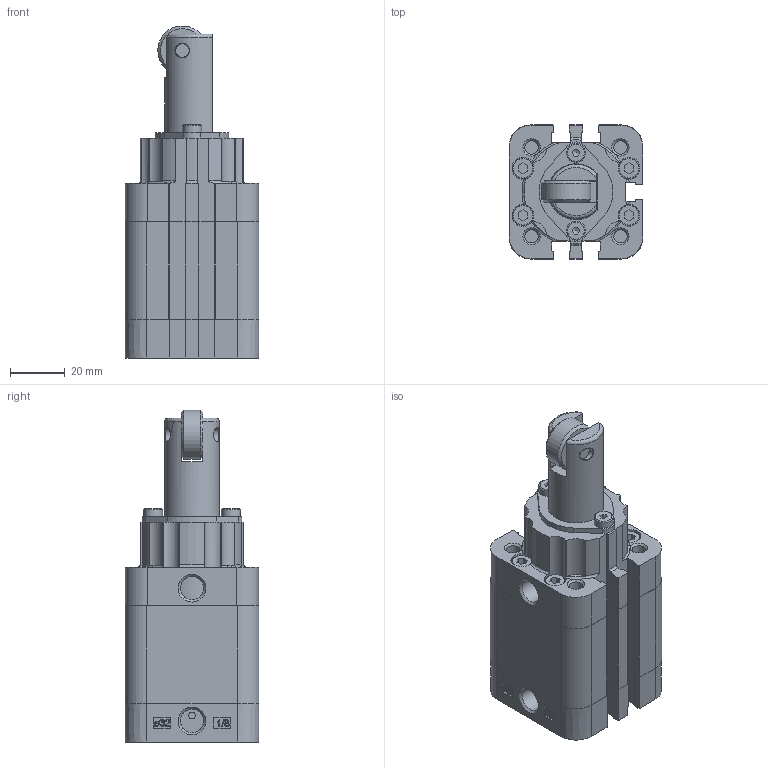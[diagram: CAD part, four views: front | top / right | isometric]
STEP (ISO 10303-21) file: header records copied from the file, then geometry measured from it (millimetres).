
FILE_DESCRIPTION (( 'STEP AP214' ), '1' );
FILE_NAME ('NYSER-032-020-280_Airtec.step', '2018-12-11T09:17:03', ( '' ), ( '' ), 'SwSTEP 2.0', 'SolidWorks 2010', '' );
FILE_SCHEMA (( 'AUTOMOTIVE_DESIGN' ));
Length unit declared in the file: millimetre
Products named in the file (3): NYSER-032-020-50_Airtec_NYSER-032-020-50_Airtec; 26-NYSER-032-020-07_Airtec_26-NYSER-032-020-07_Airtec; NYSER-032-020-280_Airtec
Assembly tree (2 placements, depth 2):
  NYSER-032-020-280_Airtec
    26-NYSER-032-020-07_Airtec_26-NYSER-032-020-07_Airtec
    NYSER-032-020-50_Airtec_NYSER-032-020-50_Airtec
Bounding box: 49 x 49 x 121.49 mm (x, y, z)
Volume: 132267.3 mm3; surface area: 39876.8 mm2
Topology: 2 solids, 11 shells, 720 faces, 1801 edges, 1141 vertices
Faces by surface type: plane 365, cylinder 208, bspline 60, torus 54, cone 33
Full cylindrical faces by diameter (mm): 2.5 x1, 4.917 x5, 5 x1, 5.1 x1, 5.2 x4, 5.6 x4, 7 x2, 7.5 x8, 8 x4, 8.566 x2, 9 x1, 12 x1, 18 x1, 20 x2, 32 x1
Entity records: 24152 total; most frequent: CARTESIAN_POINT 6143, ORIENTED_EDGE 3350, DIRECTION 3284, EDGE_CURVE 1675, AXIS2_PLACEMENT_3D 1160, VERTEX_POINT 1103, LINE 964, VECTOR 964
